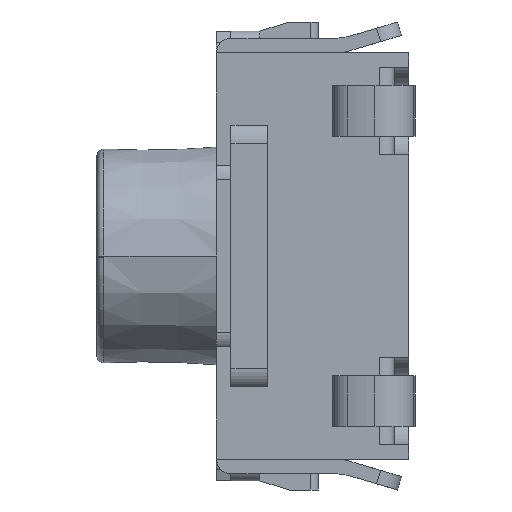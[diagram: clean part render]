
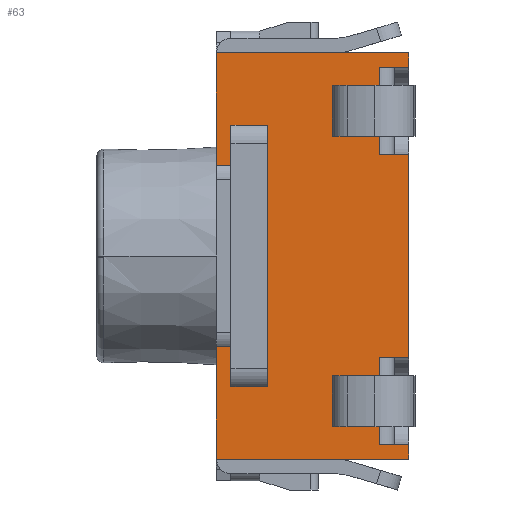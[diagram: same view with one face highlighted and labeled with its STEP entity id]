
A CAD part, left-side view. The second image highlights one B-rep face of the part: STEP entity #63.
In plain terms, the highlighted planar face has unit normal (-1, 0, 0).
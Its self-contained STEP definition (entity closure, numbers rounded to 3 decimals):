
#63=ADVANCED_FACE('',(#802,#803,#804),#805,.T.);
#802=FACE_OUTER_BOUND('',#2229,.T.);
#803=FACE_BOUND('',#2230,.T.);
#804=FACE_BOUND('',#2231,.T.);
#805=PLANE('',#2232);
#2229=EDGE_LOOP('',(#4261,#4262,#4263,#4264,#4265,#4266,#4267,#4268,#4269,#4270,#4271,#4272,#4273,#4274,#4275,#4276,#4277,#4278,#4279,#4280));
#2230=EDGE_LOOP('',(#4281,#4282,#4283,#4284));
#2231=EDGE_LOOP('',(#4285,#4286,#4287,#4288));
#2232=AXIS2_PLACEMENT_3D('',#4289,#4290,#4291);
#4261=ORIENTED_EDGE('',*,*,#10248,.T.);
#4262=ORIENTED_EDGE('',*,*,#10218,.T.);
#4263=ORIENTED_EDGE('',*,*,#9709,.F.);
#4264=ORIENTED_EDGE('',*,*,#10255,.F.);
#4265=ORIENTED_EDGE('',*,*,#10256,.T.);
#4266=ORIENTED_EDGE('',*,*,#10257,.F.);
#4267=ORIENTED_EDGE('',*,*,#9705,.F.);
#4268=ORIENTED_EDGE('',*,*,#10258,.F.);
#4269=ORIENTED_EDGE('',*,*,#10259,.T.);
#4270=ORIENTED_EDGE('',*,*,#10260,.F.);
#4271=ORIENTED_EDGE('',*,*,#9701,.F.);
#4272=ORIENTED_EDGE('',*,*,#10261,.F.);
#4273=ORIENTED_EDGE('',*,*,#10222,.T.);
#4274=ORIENTED_EDGE('',*,*,#10262,.T.);
#4275=ORIENTED_EDGE('',*,*,#10263,.T.);
#4276=ORIENTED_EDGE('',*,*,#10264,.T.);
#4277=ORIENTED_EDGE('',*,*,#10265,.F.);
#4278=ORIENTED_EDGE('',*,*,#10266,.T.);
#4279=ORIENTED_EDGE('',*,*,#10267,.T.);
#4280=ORIENTED_EDGE('',*,*,#10254,.T.);
#4281=ORIENTED_EDGE('',*,*,#10268,.T.);
#4282=ORIENTED_EDGE('',*,*,#10269,.T.);
#4283=ORIENTED_EDGE('',*,*,#10270,.F.);
#4284=ORIENTED_EDGE('',*,*,#10271,.T.);
#4285=ORIENTED_EDGE('',*,*,#10272,.T.);
#4286=ORIENTED_EDGE('',*,*,#10273,.F.);
#4287=ORIENTED_EDGE('',*,*,#10274,.T.);
#4288=ORIENTED_EDGE('',*,*,#10275,.T.);
#4289=CARTESIAN_POINT('',(-3.1,0.0,-3.1));
#4290=DIRECTION('',(-1.0,0.0,0.0));
#4291=DIRECTION('',(0.0,0.0,1.0));
#9701=EDGE_CURVE('',#11725,#11727,#11728,.T.);
#9705=EDGE_CURVE('',#11732,#11734,#11735,.T.);
#9709=EDGE_CURVE('',#11739,#11741,#11742,.T.);
#10218=EDGE_CURVE('',#12755,#11741,#12756,.T.);
#10222=EDGE_CURVE('',#12763,#12761,#12764,.T.);
#10248=EDGE_CURVE('',#12813,#12755,#12814,.T.);
#10254=EDGE_CURVE('',#12820,#12813,#12824,.T.);
#10255=EDGE_CURVE('',#12825,#11739,#12826,.T.);
#10256=EDGE_CURVE('',#12825,#12827,#12828,.T.);
#10257=EDGE_CURVE('',#11734,#12827,#12829,.T.);
#10258=EDGE_CURVE('',#12830,#11732,#12831,.T.);
#10259=EDGE_CURVE('',#12830,#12832,#12833,.T.);
#10260=EDGE_CURVE('',#11727,#12832,#12834,.T.);
#10261=EDGE_CURVE('',#12763,#11725,#12835,.T.);
#10262=EDGE_CURVE('',#12761,#12836,#12837,.T.);
#10263=EDGE_CURVE('',#12836,#12838,#12839,.T.);
#10264=EDGE_CURVE('',#12838,#12840,#12841,.T.);
#10265=EDGE_CURVE('',#12842,#12840,#12843,.T.);
#10266=EDGE_CURVE('',#12842,#12844,#12845,.T.);
#10267=EDGE_CURVE('',#12844,#12820,#12846,.T.);
#10268=EDGE_CURVE('',#12847,#12848,#12849,.T.);
#10269=EDGE_CURVE('',#12848,#12850,#12851,.T.);
#10270=EDGE_CURVE('',#12852,#12850,#12853,.T.);
#10271=EDGE_CURVE('',#12852,#12847,#12854,.T.);
#10272=EDGE_CURVE('',#12855,#12856,#12857,.T.);
#10273=EDGE_CURVE('',#12858,#12856,#12859,.T.);
#10274=EDGE_CURVE('',#12858,#12860,#12861,.T.);
#10275=EDGE_CURVE('',#12860,#12855,#12862,.T.);
#11725=VERTEX_POINT('',#15043);
#11727=VERTEX_POINT('',#15046);
#11728=LINE('',#15047,#15048);
#11732=VERTEX_POINT('',#15053);
#11734=VERTEX_POINT('',#15056);
#11735=LINE('',#15057,#15058);
#11739=VERTEX_POINT('',#15063);
#11741=VERTEX_POINT('',#15066);
#11742=LINE('',#15067,#15068);
#12755=VERTEX_POINT('',#16575);
#12756=LINE('',#16576,#16577);
#12761=VERTEX_POINT('',#16584);
#12763=VERTEX_POINT('',#16586);
#12764=LINE('',#16587,#16588);
#12813=VERTEX_POINT('',#16656);
#12814=LINE('',#16657,#16658);
#12820=VERTEX_POINT('',#16664);
#12824=LINE('',#16669,#16670);
#12825=VERTEX_POINT('',#16671);
#12826=LINE('',#16672,#16673);
#12827=VERTEX_POINT('',#16674);
#12828=LINE('',#16675,#16676);
#12829=LINE('',#16677,#16678);
#12830=VERTEX_POINT('',#16679);
#12831=LINE('',#16680,#16681);
#12832=VERTEX_POINT('',#16682);
#12833=LINE('',#16683,#16684);
#12834=LINE('',#16685,#16686);
#12835=LINE('',#16687,#16688);
#12836=VERTEX_POINT('',#16689);
#12837=LINE('',#16690,#16691);
#12838=VERTEX_POINT('',#16692);
#12839=LINE('',#16693,#16694);
#12840=VERTEX_POINT('',#16695);
#12841=LINE('',#16696,#16697);
#12842=VERTEX_POINT('',#16698);
#12843=LINE('',#16699,#16700);
#12844=VERTEX_POINT('',#16701);
#12845=LINE('',#16702,#16703);
#12846=LINE('',#16704,#16705);
#12847=VERTEX_POINT('',#16706);
#12848=VERTEX_POINT('',#16707);
#12849=LINE('',#16708,#16709);
#12850=VERTEX_POINT('',#16710);
#12851=LINE('',#16711,#16712);
#12852=VERTEX_POINT('',#16713);
#12853=LINE('',#16714,#16715);
#12854=LINE('',#16716,#16717);
#12855=VERTEX_POINT('',#16718);
#12856=VERTEX_POINT('',#16719);
#12857=LINE('',#16720,#16721);
#12858=VERTEX_POINT('',#16722);
#12859=LINE('',#16723,#16724);
#12860=VERTEX_POINT('',#16725);
#12861=LINE('',#16726,#16727);
#12862=LINE('',#16728,#16729);
#15043=CARTESIAN_POINT('',(-3.1,0.0,2.8));
#15046=CARTESIAN_POINT('',(-3.1,0.0,2.6));
#15047=CARTESIAN_POINT('',(-3.1,0.0,2.8));
#15048=VECTOR('',#20117,0.2);
#15053=CARTESIAN_POINT('',(-3.1,0.0,1.4));
#15056=CARTESIAN_POINT('',(-3.1,0.0,-1.4));
#15057=CARTESIAN_POINT('',(-3.1,0.0,1.4));
#15058=VECTOR('',#20123,2.8);
#15063=CARTESIAN_POINT('',(-3.1,0.0,-2.6));
#15066=CARTESIAN_POINT('',(-3.1,0.0,-2.8));
#15067=CARTESIAN_POINT('',(-3.1,0.0,-2.6));
#15068=VECTOR('',#20129,0.2);
#16575=CARTESIAN_POINT('',(-3.1,2.65,-2.8));
#16576=CARTESIAN_POINT('',(-3.1,2.65,-2.8));
#16577=VECTOR('',#20666,2.65);
#16584=CARTESIAN_POINT('',(-3.1,2.65,1.25));
#16586=CARTESIAN_POINT('',(-3.1,2.65,2.8));
#16587=CARTESIAN_POINT('',(-3.1,2.65,2.8));
#16588=VECTOR('',#20672,1.55);
#16656=CARTESIAN_POINT('',(-3.1,2.65,-1.25));
#16657=CARTESIAN_POINT('',(-3.1,2.65,-1.25));
#16658=VECTOR('',#20710,1.55);
#16664=CARTESIAN_POINT('',(-3.1,2.45,-1.25));
#16669=CARTESIAN_POINT('',(-3.1,2.45,-1.25));
#16670=VECTOR('',#20724,0.2);
#16671=CARTESIAN_POINT('',(-3.1,0.4,-2.6));
#16672=CARTESIAN_POINT('',(-3.1,0.4,-2.6));
#16673=VECTOR('',#20725,0.4);
#16674=CARTESIAN_POINT('',(-3.1,0.4,-1.4));
#16675=CARTESIAN_POINT('',(-3.1,0.4,-2.6));
#16676=VECTOR('',#20726,1.2);
#16677=CARTESIAN_POINT('',(-3.1,0.0,-1.4));
#16678=VECTOR('',#20727,0.4);
#16679=CARTESIAN_POINT('',(-3.1,0.4,1.4));
#16680=CARTESIAN_POINT('',(-3.1,0.4,1.4));
#16681=VECTOR('',#20728,0.4);
#16682=CARTESIAN_POINT('',(-3.1,0.4,2.6));
#16683=CARTESIAN_POINT('',(-3.1,0.4,1.4));
#16684=VECTOR('',#20729,1.2);
#16685=CARTESIAN_POINT('',(-3.1,0.0,2.6));
#16686=VECTOR('',#20730,0.4);
#16687=CARTESIAN_POINT('',(-3.1,2.65,2.8));
#16688=VECTOR('',#20731,2.65);
#16689=CARTESIAN_POINT('',(-3.1,2.45,1.25));
#16690=CARTESIAN_POINT('',(-3.1,2.65,1.25));
#16691=VECTOR('',#20732,0.2);
#16692=CARTESIAN_POINT('',(-3.1,2.45,1.8));
#16693=CARTESIAN_POINT('',(-3.1,2.45,1.25));
#16694=VECTOR('',#20733,0.55);
#16695=CARTESIAN_POINT('',(-3.1,1.95,1.8));
#16696=CARTESIAN_POINT('',(-3.1,2.45,1.8));
#16697=VECTOR('',#20734,0.5);
#16698=CARTESIAN_POINT('',(-3.1,1.95,-1.8));
#16699=CARTESIAN_POINT('',(-3.1,1.95,-1.8));
#16700=VECTOR('',#20735,3.6);
#16701=CARTESIAN_POINT('',(-3.1,2.45,-1.8));
#16702=CARTESIAN_POINT('',(-3.1,1.95,-1.8));
#16703=VECTOR('',#20736,0.5);
#16704=CARTESIAN_POINT('',(-3.1,2.45,-1.8));
#16705=VECTOR('',#20737,0.55);
#16706=CARTESIAN_POINT('',(-3.1,1.051,2.35));
#16707=CARTESIAN_POINT('',(-3.1,0.873,2.35));
#16708=CARTESIAN_POINT('',(-3.1,1.051,2.35));
#16709=VECTOR('',#20738,0.179);
#16710=CARTESIAN_POINT('',(-3.1,0.873,1.65));
#16711=CARTESIAN_POINT('',(-3.1,0.873,2.35));
#16712=VECTOR('',#20739,0.7);
#16713=CARTESIAN_POINT('',(-3.1,1.051,1.65));
#16714=CARTESIAN_POINT('',(-3.1,1.051,1.65));
#16715=VECTOR('',#20740,0.179);
#16716=CARTESIAN_POINT('',(-3.1,1.051,1.65));
#16717=VECTOR('',#20741,0.7);
#16718=CARTESIAN_POINT('',(-3.1,0.873,-1.65));
#16719=CARTESIAN_POINT('',(-3.1,0.873,-2.35));
#16720=CARTESIAN_POINT('',(-3.1,0.873,-1.65));
#16721=VECTOR('',#20742,0.7);
#16722=CARTESIAN_POINT('',(-3.1,1.051,-2.35));
#16723=CARTESIAN_POINT('',(-3.1,1.051,-2.35));
#16724=VECTOR('',#20743,0.179);
#16725=CARTESIAN_POINT('',(-3.1,1.051,-1.65));
#16726=CARTESIAN_POINT('',(-3.1,1.051,-2.35));
#16727=VECTOR('',#20744,0.7);
#16728=CARTESIAN_POINT('',(-3.1,1.051,-1.65));
#16729=VECTOR('',#20745,0.179);
#20117=DIRECTION('',(0.0,0.0,-1.0));
#20123=DIRECTION('',(0.0,0.0,-1.0));
#20129=DIRECTION('',(0.0,0.0,-1.0));
#20666=DIRECTION('',(0.0,-1.0,0.0));
#20672=DIRECTION('',(0.,0.0,-1.0));
#20710=DIRECTION('',(0.,0.0,-1.0));
#20724=DIRECTION('',(0.0,1.0,0.));
#20725=DIRECTION('',(0.0,-1.0,0.0));
#20726=DIRECTION('',(0.0,0.0,1.0));
#20727=DIRECTION('',(0.0,1.0,0.0));
#20728=DIRECTION('',(0.0,-1.0,0.0));
#20729=DIRECTION('',(0.0,0.0,1.0));
#20730=DIRECTION('',(0.0,1.0,0.0));
#20731=DIRECTION('',(0.0,-1.0,0.0));
#20732=DIRECTION('',(0.,-1.0,0.0));
#20733=DIRECTION('',(0.,0.0,1.0));
#20734=DIRECTION('',(0.0,-1.0,0.));
#20735=DIRECTION('',(0.,0.0,1.0));
#20736=DIRECTION('',(0.0,1.0,0.));
#20737=DIRECTION('',(0.,0.0,1.0));
#20738=DIRECTION('',(0.,-1.0,0.0));
#20739=DIRECTION('',(0.0,0.0,-1.0));
#20740=DIRECTION('',(0.,-1.0,0.0));
#20741=DIRECTION('',(0.0,0.,1.0));
#20742=DIRECTION('',(0.0,0.0,-1.0));
#20743=DIRECTION('',(0.,-1.0,0.0));
#20744=DIRECTION('',(0.0,0.,1.0));
#20745=DIRECTION('',(0.,-1.0,0.));
